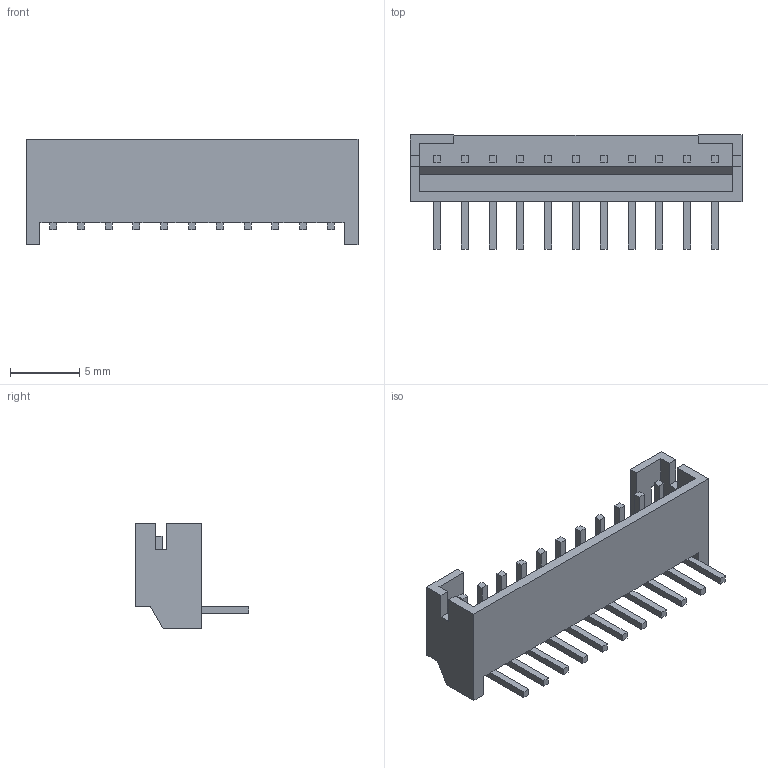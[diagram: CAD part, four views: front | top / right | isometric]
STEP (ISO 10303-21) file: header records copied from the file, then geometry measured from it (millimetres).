
FILE_DESCRIPTION (( 'STEP AP214' ), '1' );
FILE_NAME ('S11B-PH-K-S.STEP', '2011-09-21T00:44:42', ( ' ' ), ( ' ' ), 'SwSTEP 2.0', 'SolidWorks 2005235', '' );
FILE_SCHEMA (( 'AUTOMOTIVE_DESIGN' ));
Length unit declared in the file: millimetre
Products named in the file (1): S11B-PH-K-S
Bounding box: 23.9 x 8.2 x 7.6 mm (x, y, z)
Volume: 317.2 mm3; surface area: 884.8 mm2
Topology: 1 solids, 1 shells, 157 faces, 420 edges, 272 vertices
Faces by surface type: plane 146, cylinder 11
Entity records: 5211 total; most frequent: CARTESIAN_POINT 850, ORIENTED_EDGE 840, DIRECTION 758, EDGE_CURVE 420, VECTOR 398, LINE 398, VERTEX_POINT 272, AXIS2_PLACEMENT_3D 180
